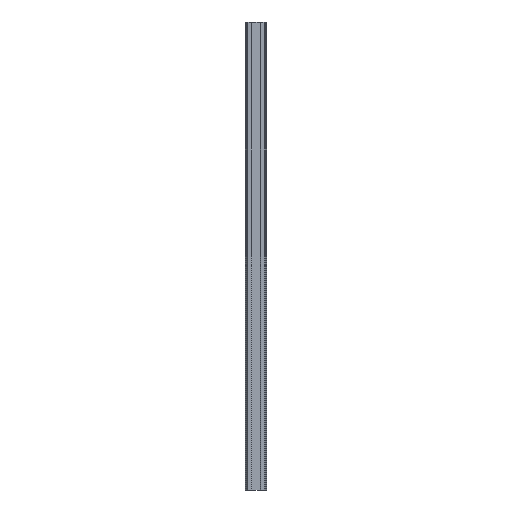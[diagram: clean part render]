
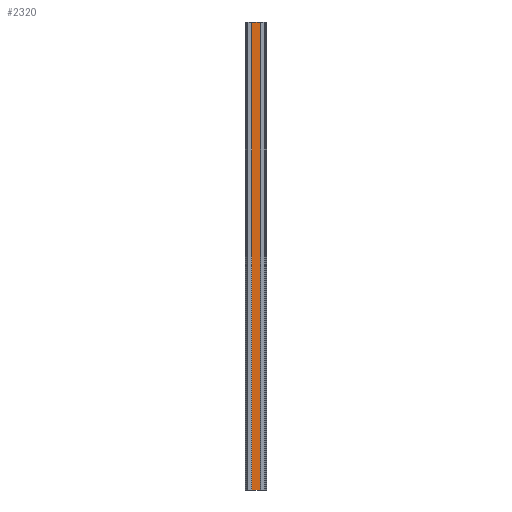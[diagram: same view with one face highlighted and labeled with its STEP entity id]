
A CAD part, front view. The second image highlights one B-rep face of the part: STEP entity #2320.
In plain terms, the highlighted face is planar.
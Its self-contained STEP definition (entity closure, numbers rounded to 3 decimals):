
#176 = VECTOR ( 'NONE', #2867, 1000. ) ;
#274 = CARTESIAN_POINT ( 'NONE',  ( -13.197, -750., -1.5 ) ) ;
#906 = LINE ( 'NONE', #2776, #1789 ) ;
#996 = CARTESIAN_POINT ( 'NONE',  ( 13.197, 750., -1.5 ) ) ;
#1280 = EDGE_CURVE ( 'NONE', #1285, #3545, #906, .T. ) ;
#1285 = VERTEX_POINT ( 'NONE', #4560 ) ;
#1307 = LINE ( 'NONE', #1386, #2182 ) ;
#1312 = EDGE_CURVE ( 'NONE', #2014, #3545, #1307, .T. ) ;
#1317 = DIRECTION ( 'NONE',  ( 0., 0., -1. ) ) ;
#1386 = CARTESIAN_POINT ( 'NONE',  ( -13.197, -750., -1.5 ) ) ;
#1789 = VECTOR ( 'NONE', #4605, 1000. ) ;
#2014 = VERTEX_POINT ( 'NONE', #4854 ) ;
#2182 = VECTOR ( 'NONE', #5000, 1000. ) ;
#2222 = ORIENTED_EDGE ( 'NONE', *, *, #5012, .F. ) ;
#2318 = LINE ( 'NONE', #996, #176 ) ;
#2320 = ADVANCED_FACE ( 'NONE', ( #5016 ), #5131, .F. ) ;
#2408 = VECTOR ( 'NONE', #5343, 1000. ) ;
#2476 = ORIENTED_EDGE ( 'NONE', *, *, #1280, .F. ) ;
#2776 = CARTESIAN_POINT ( 'NONE',  ( 13.197, 750., -1.5 ) ) ;
#2867 = DIRECTION ( 'NONE',  ( -1., 0., 0. ) ) ;
#2965 = CARTESIAN_POINT ( 'NONE',  ( -13.197, 750., -1.5 ) ) ;
#2977 = EDGE_LOOP ( 'NONE', ( #2476, #4384, #2222, #5852 ) ) ;
#3485 = CARTESIAN_POINT ( 'NONE',  ( 13.197, -750., -1.5 ) ) ;
#3502 = VERTEX_POINT ( 'NONE', #2965 ) ;
#3545 = VERTEX_POINT ( 'NONE', #3485 ) ;
#4115 = CARTESIAN_POINT ( 'NONE',  ( 13.197, 750., -1.5 ) ) ;
#4384 = ORIENTED_EDGE ( 'NONE', *, *, #4930, .T. ) ;
#4426 = LINE ( 'NONE', #274, #2408 ) ;
#4560 = CARTESIAN_POINT ( 'NONE',  ( 13.197, 750., -1.5 ) ) ;
#4575 = DIRECTION ( 'NONE',  ( 0., -1., 0. ) ) ;
#4605 = DIRECTION ( 'NONE',  ( 0., -1., 0. ) ) ;
#4854 = CARTESIAN_POINT ( 'NONE',  ( -13.197, -750., -1.5 ) ) ;
#4930 = EDGE_CURVE ( 'NONE', #1285, #3502, #2318, .T. ) ;
#5000 = DIRECTION ( 'NONE',  ( 1., 0., 0. ) ) ;
#5012 = EDGE_CURVE ( 'NONE', #2014, #3502, #4426, .T. ) ;
#5015 = AXIS2_PLACEMENT_3D ( 'NONE', #4115, #1317, #4575 ) ;
#5016 = FACE_OUTER_BOUND ( 'NONE', #2977, .T. ) ;
#5131 = PLANE ( 'NONE',  #5015 ) ;
#5343 = DIRECTION ( 'NONE',  ( 0., 1., 0. ) ) ;
#5852 = ORIENTED_EDGE ( 'NONE', *, *, #1312, .T. ) ;
